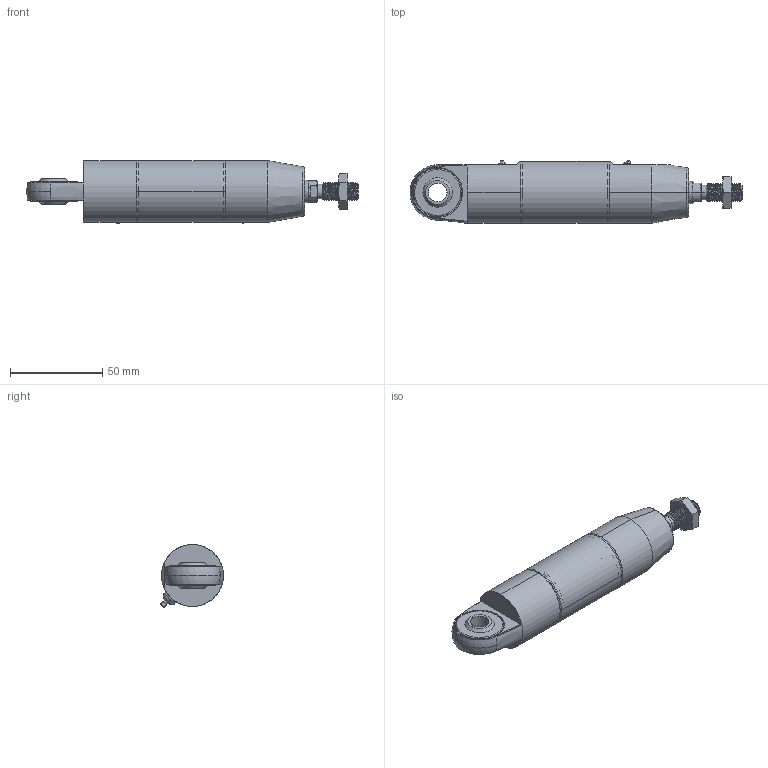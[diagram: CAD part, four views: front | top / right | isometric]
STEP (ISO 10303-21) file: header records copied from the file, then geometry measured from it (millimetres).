
FILE_DESCRIPTION (( 'STEP AP214' ), '1' );
FILE_NAME ('U032 0000 1124.STEP', '2021-05-05T09:48:18', ( '' ), ( '' ), 'SwSTEP 2.0', 'SolidWorks 2019', '' );
FILE_SCHEMA (( 'AUTOMOTIVE_DESIGN' ));
Length unit declared in the file: millimetre
Products named in the file (17): Bolt-DIN912_M6x30; 1032-24; 9036-01; 9012-34_9012-34-0; U1903030_U1903030; 9032-35-R_1032-35-48; U032 0000 1124; 9037-01-1; glrsw10; Magnet_9340; 9032-36JB2; Oring_ORING 29,87 X 1,78; Bremsepakning_PP1422N3589; Leje_PAP1210P11; Stempeltætning_E43224N3578; Afstryger (32-125)_407284; 1032-11_1032-11
Assembly tree (22 placements, depth 2):
  U032 0000 1124
    9012-34_9012-34-0
    1032-24
    9032-35-R_1032-35-48
    1032-11_1032-11
    9036-01  x2
    9037-01-1  x2
    Afstryger (32-125)_407284
    glrsw10
    9032-36JB2  x2
    U1903030_U1903030
    Leje_PAP1210P11
    Magnet_9340
    Bremsepakning_PP1422N3589  x2
    Stempeltætning_E43224N3578  x2
    Bolt-DIN912_M6x30
    Oring_ORING 29,87 X 1,78  x2
Bounding box: 180 x 34.13 x 34.13 mm (x, y, z)
Volume: 101841.3 mm3; surface area: 61720.3 mm2
Topology: 22 solids, 22 shells, 706 faces, 1652 edges, 1036 vertices
Faces by surface type: cylinder 284, plane 180, cone 153, torus 62, bspline 25, sphere 2
Entity records: 30819 total; most frequent: CARTESIAN_POINT 17488, ORIENTED_EDGE 2668, DIRECTION 2611, EDGE_CURVE 1334, AXIS2_PLACEMENT_3D 1079, VERTEX_POINT 843, EDGE_LOOP 641, FACE_OUTER_BOUND 563
